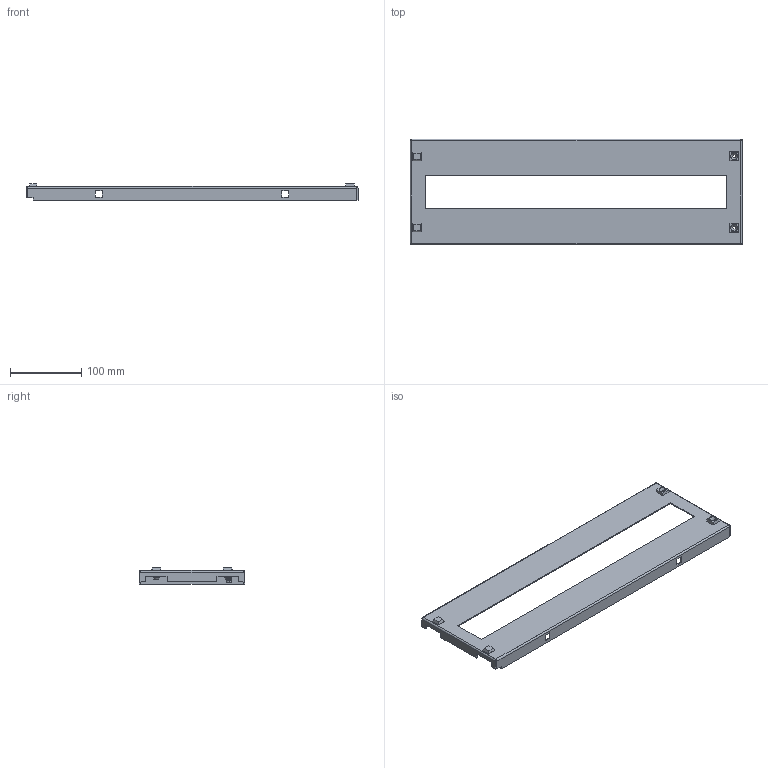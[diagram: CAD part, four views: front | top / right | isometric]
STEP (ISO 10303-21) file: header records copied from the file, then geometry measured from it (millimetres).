
FILE_DESCRIPTION (( 'STEP AP214' ), '1' );
FILE_NAME ('150x600 R5PI5151.STEP', '2014-02-19T10:13:15', ( '' ), ( '' ), 'SwSTEP 2.0', 'SolidWorks 2012', '' );
FILE_SCHEMA (( 'AUTOMOTIVE_DESIGN' ));
Products named in the file (6): end-cap_AC00C061; land_Ïî óìîë÷àíèþ; Borchia quadra per pannelli distribuzione_AC00C147; AC00C129_Ïî óìîë÷àíèþ; Sectional modular door internal_QB09C514; 150x600 R5PI5151
Assembly tree (7 placements, depth 2):
  150x600 R5PI5151
    Sectional modular door internal_QB09C514
    AC00C129_Ïî óìîë÷àíèþ  x2
    Borchia quadra per pannelli distribuzione_AC00C147  x2
    land_Ïî óìîë÷àíèþ
    end-cap_AC00C061
Bounding box: 465 x 148 x 23.5 mm (x, y, z)
Volume: 107130.2 mm3; surface area: 145960.4 mm2
Topology: 8 solids, 8 shells, 619 faces, 1761 edges, 1163 vertices
Faces by surface type: bspline 287, plane 194, cylinder 124, cone 14
Entity records: 94226 total; most frequent: CARTESIAN_POINT 83272, ORIENTED_EDGE 3080, EDGE_CURVE 1540, DIRECTION 1085, VERTEX_POINT 1016, B_SPLINE_CURVE_WITH_KNOTS 747, EDGE_LOOP 564, FACE_OUTER_BOUND 539
